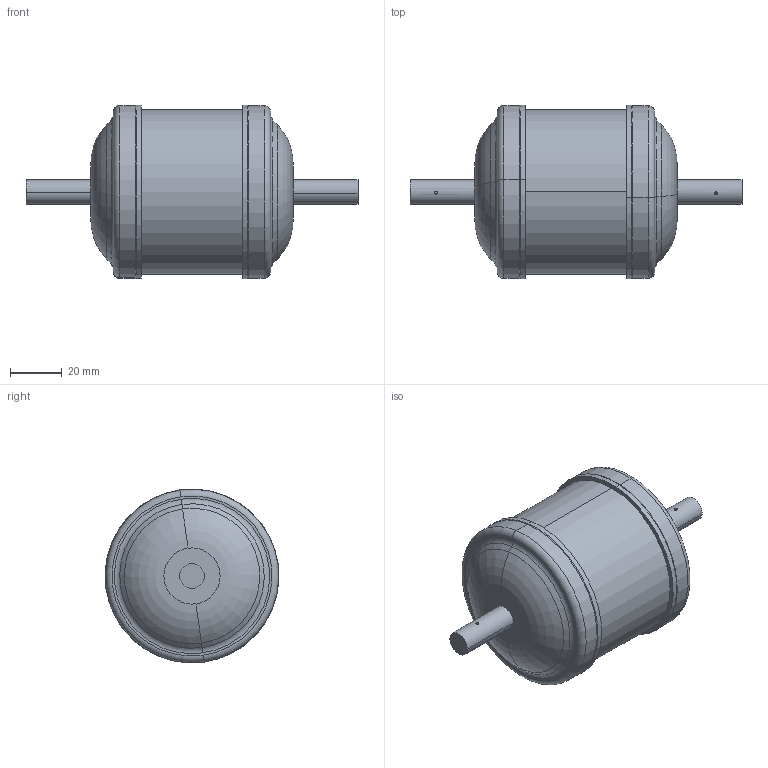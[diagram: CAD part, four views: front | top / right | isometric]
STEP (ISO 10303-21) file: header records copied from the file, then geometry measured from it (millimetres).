
FILE_DESCRIPTION (( 'STEP AP203' ), '1' );
FILE_NAME ('023B7107R - DFL 052s TW.STEP', '2022-11-10T10:54:45', ( '' ), ( '' ), 'SwSTEP 2.0', 'SolidWorks 2020', '' );
FILE_SCHEMA (( 'CONFIG_CONTROL_DESIGN' ));
Length unit declared in the file: millimetre
Products named in the file (1): 023B7107R - DFL 052s TW
Bounding box: 128 x 66.96 x 66.96 mm (x, y, z)
Volume: 232308.8 mm3; surface area: 21839.3 mm2
Topology: 1 solids, 1 shells, 48 faces, 94 edges, 56 vertices
Faces by surface type: torus 16, cylinder 14, plane 8, cone 6, sphere 4
Entity records: 1582 total; most frequent: CARTESIAN_POINT 474, DIRECTION 252, ORIENTED_EDGE 188, AXIS2_PLACEMENT_3D 117, EDGE_CURVE 94, CIRCLE 68, EDGE_LOOP 56, VERTEX_POINT 56
